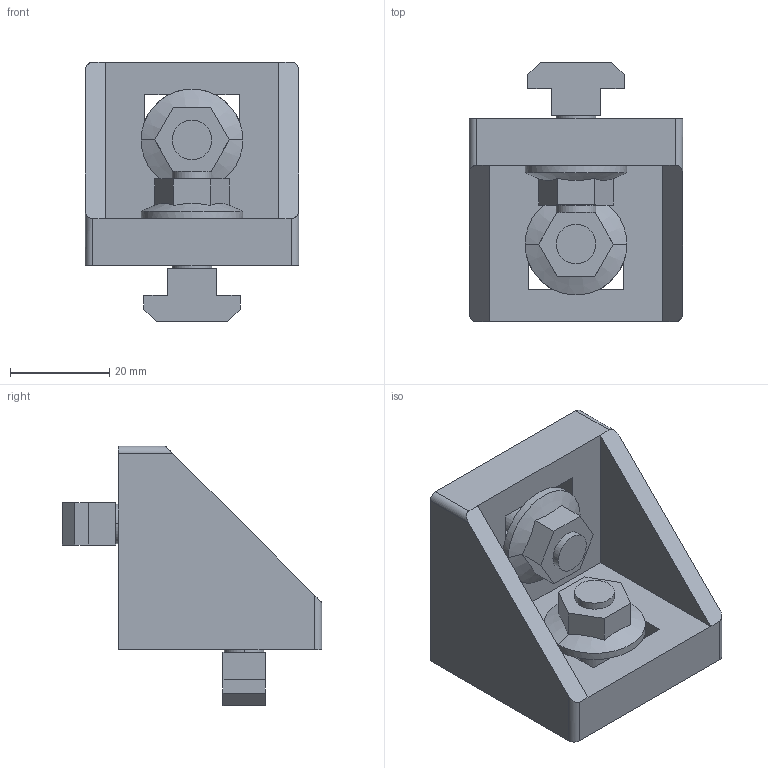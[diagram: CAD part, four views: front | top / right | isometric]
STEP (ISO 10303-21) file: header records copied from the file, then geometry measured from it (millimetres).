
FILE_DESCRIPTION(('STEP AP214'),'1');
FILE_NAME('cctmp_37361A21-B7B1-428F-B97C-891A7891A7B8_2020_2_11_17_31_43_104..stp','2020-02-11T16:31:43',('Bosch Rexroth AG'),('CADClick - www.CADClick.com'),'Spatial InterOp 3D',' ','unknown authorization - (Healing Option Enabled)');
FILE_SCHEMA(('AUTOMOTIVE_DESIGN'));
Length unit declared in the file: millimetre
Products named in the file (1): 2020_02_11__17-31-43-099
Bounding box: 43 x 52.3 x 52.3 mm (x, y, z)
Volume: 35709.1 mm3; surface area: 14219.3 mm2
Topology: 1 solids, 1 shells, 90 faces, 238 edges, 152 vertices
Faces by surface type: plane 70, cylinder 16, cone 4
Entity records: 3606 total; most frequent: CARTESIAN_POINT 621, ORIENTED_EDGE 476, DIRECTION 440, EDGE_CURVE 238, LINE 186, VECTOR 186, VERTEX_POINT 152, AXIS2_PLACEMENT_3D 127
